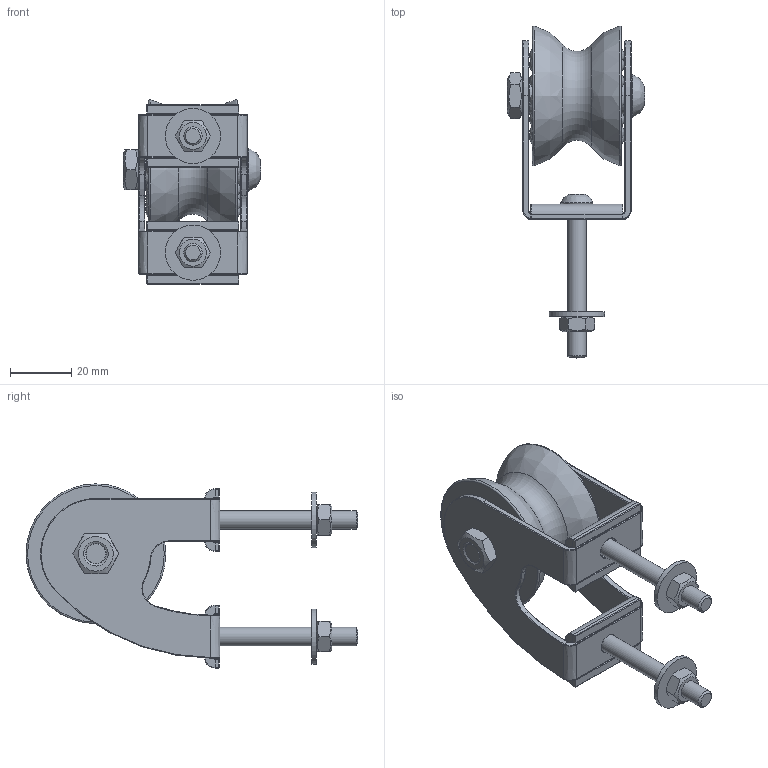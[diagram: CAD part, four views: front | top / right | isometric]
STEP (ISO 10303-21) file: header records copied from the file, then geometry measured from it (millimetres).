
FILE_DESCRIPTION(/* description */ (''),/* implementation_level */ '2;1');
FILE_NAME(/* name */ '817.050.stp',/* time_stamp */ '2019-10-10T10:17:19+02:00',/* author */ ('francesca'),/* organization */ (''),/* preprocessor_version */ 'ST-DEVELOPER v16.5',/* originating_system */ 'Autodesk Inventor 2017',/* authorisation */ '');
FILE_SCHEMA (('CONFIG_CONTROL_DESIGN'));
Length unit declared in the file: millimetre
Products named in the file (1): 18093020
Bounding box: 44.7 x 108.1 x 60 mm (x, y, z)
Volume: 52344.6 mm3; surface area: 25367.5 mm2
Topology: 2 solids, 2 shells, 353 faces, 757 edges, 447 vertices
Faces by surface type: plane 97, cylinder 96, torus 62, sphere 42, bspline 33, cone 23
Full cylindrical faces by diameter (mm): 6 x4, 6.2 x1, 6.4 x2, 7 x3, 12 x1, 12.1 x1, 18 x2
Entity records: 10136 total; most frequent: CARTESIAN_POINT 2972, DIRECTION 1530, ORIENTED_EDGE 1374, EDGE_CURVE 687, AXIS2_PLACEMENT_3D 655, EDGE_LOOP 457, VERTEX_POINT 436, FACE_OUTER_BOUND 353
